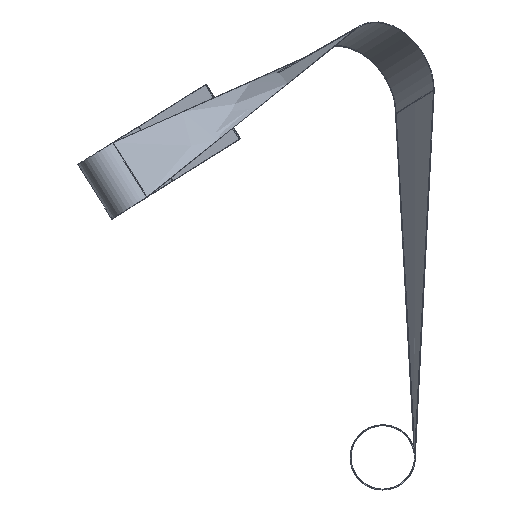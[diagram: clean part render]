
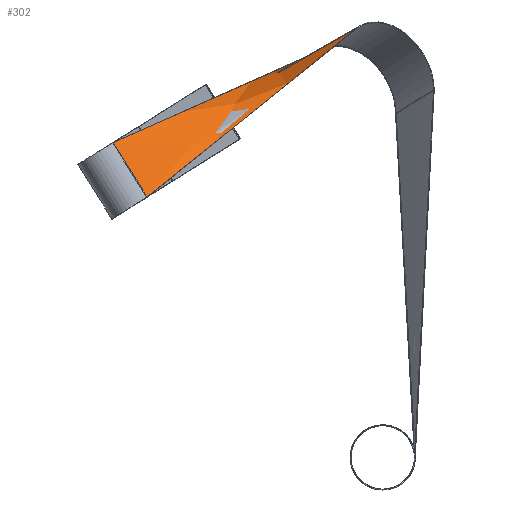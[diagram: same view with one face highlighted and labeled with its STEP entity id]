
A CAD part, left-side view. The second image highlights one B-rep face of the part: STEP entity #302.
In plain terms, the highlighted free-form (B-spline) face has degree [3, 1] with [6, 2] control points.
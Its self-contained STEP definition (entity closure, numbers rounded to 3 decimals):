
#197 = LINE ( 'NONE', #1871, #2365 ) ;
#220 = DIRECTION ( 'NONE',  ( 0., 0.53, 0.848 ) ) ;
#302 = ADVANCED_FACE ( 'NONE', ( #2731 ), #1159, .T. ) ;
#375 = CARTESIAN_POINT ( 'NONE',  ( 931.477, 335.427, 391.741 ) ) ;
#459 = LINE ( 'NONE', #5869, #5556 ) ;
#550 = EDGE_LOOP ( 'NONE', ( #3279, #5895, #2353, #3501 ) ) ;
#1159 = B_SPLINE_SURFACE_WITH_KNOTS ( 'NONE', 3, 1, ( 
 ( #4157, #4383 ),
 ( #4086, #4063 ),
 ( #4018, #3994 ),
 ( #4042, #3948 ),
 ( #3928, #3909 ),
 ( #3889, #3606 ) ),
 .UNSPECIFIED., .F., .F., .F.,
 ( 4, 2, 4 ),
 ( 2, 2 ),
 ( 0., 0.5, 1. ),
 ( 0., 1. ),
 .UNSPECIFIED. ) ;
#1423 = EDGE_CURVE ( 'NONE', #2022, #4447, #459, .T. ) ;
#1871 = CARTESIAN_POINT ( 'NONE',  ( 1067.46, 161.564, 430.018 ) ) ;
#2022 = VERTEX_POINT ( 'NONE', #4772 ) ;
#2353 = ORIENTED_EDGE ( 'NONE', *, *, #1423, .T. ) ;
#2365 = VECTOR ( 'NONE', #5297, 1000. ) ;
#2731 = FACE_OUTER_BOUND ( 'NONE', #550, .T. ) ;
#2813 = LINE ( 'NONE', #6112, #4583 ) ;
#3279 = ORIENTED_EDGE ( 'NONE', *, *, #5550, .F. ) ;
#3501 = ORIENTED_EDGE ( 'NONE', *, *, #4068, .F. ) ;
#3606 = CARTESIAN_POINT ( 'NONE',  ( 1203.444, 30.125, 536.119 ) ) ;
#3641 = VECTOR ( 'NONE', #5298, 1000. ) ;
#3782 = LINE ( 'NONE', #4802, #3641 ) ;
#3889 = CARTESIAN_POINT ( 'NONE',  ( 931.477, 293.003, 323.917 ) ) ;
#3909 = CARTESIAN_POINT ( 'NONE',  ( 1212.989, 38.018, 531.182 ) ) ;
#3928 = CARTESIAN_POINT ( 'NONE',  ( 931.477, 300.073, 335.221 ) ) ;
#3948 = CARTESIAN_POINT ( 'NONE',  ( 1222.534, 45.911, 526.245 ) ) ;
#3994 = CARTESIAN_POINT ( 'NONE',  ( 1241.623, 61.697, 516.371 ) ) ;
#4018 = CARTESIAN_POINT ( 'NONE',  ( 931.477, 321.286, 369.133 ) ) ;
#4042 = CARTESIAN_POINT ( 'NONE',  ( 931.477, 307.144, 346.525 ) ) ;
#4063 = CARTESIAN_POINT ( 'NONE',  ( 1251.168, 69.59, 511.433 ) ) ;
#4068 = EDGE_CURVE ( 'NONE', #4091, #4447, #3782, .T. ) ;
#4086 = CARTESIAN_POINT ( 'NONE',  ( 931.477, 328.356, 380.437 ) ) ;
#4091 = VERTEX_POINT ( 'NONE', #375 ) ;
#4157 = CARTESIAN_POINT ( 'NONE',  ( 931.477, 335.427, 391.741 ) ) ;
#4284 = CARTESIAN_POINT ( 'NONE',  ( 931.477, 293.003, 323.917 ) ) ;
#4383 = CARTESIAN_POINT ( 'NONE',  ( 1260.713, 77.483, 506.496 ) ) ;
#4447 = VERTEX_POINT ( 'NONE', #5722 ) ;
#4583 = VECTOR ( 'NONE', #220, 1000. ) ;
#4706 = VERTEX_POINT ( 'NONE', #4284 ) ;
#4772 = CARTESIAN_POINT ( 'NONE',  ( 1203.444, 30.125, 536.119 ) ) ;
#4802 = CARTESIAN_POINT ( 'NONE',  ( 1096.095, 206.455, 449.119 ) ) ;
#5297 = DIRECTION ( 'NONE',  ( 0.627, -0.606, 0.489 ) ) ;
#5298 = DIRECTION ( 'NONE',  ( 0.759, -0.595, 0.265 ) ) ;
#5356 = DIRECTION ( 'NONE',  ( 0.716, 0.592, -0.37 ) ) ;
#5550 = EDGE_CURVE ( 'NONE', #4706, #4091, #2813, .T. ) ;
#5556 = VECTOR ( 'NONE', #5356, 1000. ) ;
#5722 = CARTESIAN_POINT ( 'NONE',  ( 1260.713, 77.483, 506.496 ) ) ;
#5869 = CARTESIAN_POINT ( 'NONE',  ( 1203.444, 30.125, 536.119 ) ) ;
#5895 = ORIENTED_EDGE ( 'NONE', *, *, #6375, .T. ) ;
#6112 = CARTESIAN_POINT ( 'NONE',  ( 931.477, 293.003, 323.917 ) ) ;
#6375 = EDGE_CURVE ( 'NONE', #4706, #2022, #197, .T. ) ;
